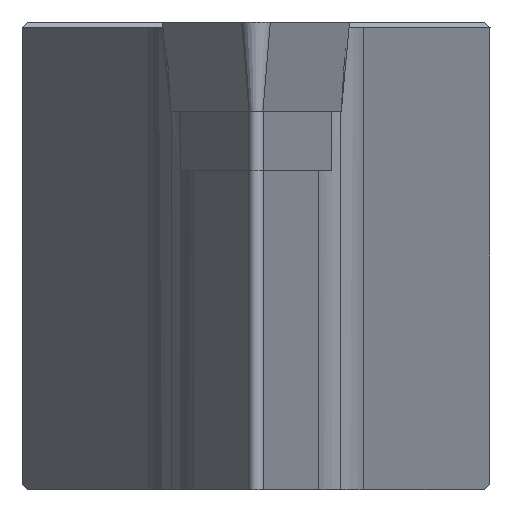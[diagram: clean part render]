
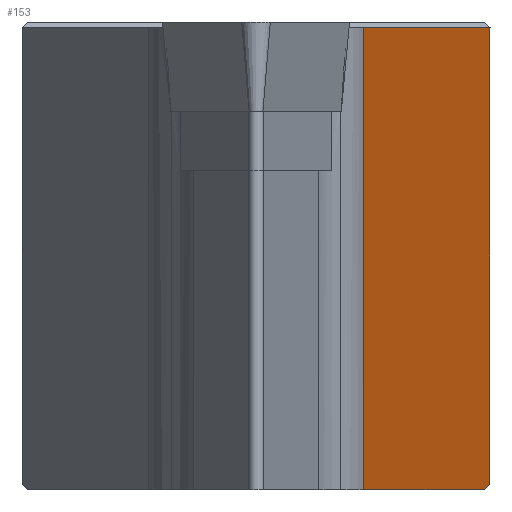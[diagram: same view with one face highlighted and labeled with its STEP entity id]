
A CAD part, left-side view. The second image highlights one B-rep face of the part: STEP entity #153.
In plain terms, the highlighted planar face has unit normal (-0.301, -0.954, 0).
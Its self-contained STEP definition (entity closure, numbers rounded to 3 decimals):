
#153=ADVANCED_FACE('',(#231),#195,.F.);
#195=PLANE('',#861);
#231=FACE_OUTER_BOUND('',#274,.T.);
#274=EDGE_LOOP('',(#394,#395,#396,#397,#398));
#394=ORIENTED_EDGE('',*,*,#625,.T.);
#395=ORIENTED_EDGE('',*,*,#595,.F.);
#396=ORIENTED_EDGE('',*,*,#589,.F.);
#397=ORIENTED_EDGE('',*,*,#613,.F.);
#398=ORIENTED_EDGE('',*,*,#579,.F.);
#513=VERTEX_POINT('',#1139);
#514=VERTEX_POINT('',#1141);
#522=VERTEX_POINT('',#1160);
#524=VERTEX_POINT('',#1163);
#528=VERTEX_POINT('',#1174);
#579=EDGE_CURVE('',#513,#514,#678,.T.);
#589=EDGE_CURVE('',#522,#524,#688,.T.);
#595=EDGE_CURVE('',#524,#528,#693,.T.);
#613=EDGE_CURVE('',#514,#522,#708,.T.);
#625=EDGE_CURVE('',#513,#528,#720,.T.);
#678=LINE('',#1140,#759);
#688=LINE('',#1162,#769);
#693=LINE('',#1173,#774);
#708=LINE('',#1208,#789);
#720=LINE('',#1231,#801);
#759=VECTOR('',#922,1.);
#769=VECTOR('',#936,1.);
#774=VECTOR('',#945,1.);
#789=VECTOR('',#976,1.);
#801=VECTOR('',#1010,1.);
#861=AXIS2_PLACEMENT_3D('',#1232,#1011,#1012);
#922=DIRECTION('',(0.954,-0.301,0.));
#936=DIRECTION('',(-0.913,0.288,-0.288));
#945=DIRECTION('',(-0.954,0.301,0.));
#976=DIRECTION('',(0.,0.,-1.));
#1010=DIRECTION('',(0.,0.,-1.));
#1011=DIRECTION('',(0.301,0.954,0.));
#1012=DIRECTION('',(-0.954,0.301,0.));
#1139=CARTESIAN_POINT('',(18.228,-18.247,-0.3));
#1140=CARTESIAN_POINT('',(39.645,-25.,-0.3));
#1141=CARTESIAN_POINT('',(39.645,-25.,-0.3));
#1160=CARTESIAN_POINT('',(39.645,-25.,-24.7));
#1162=CARTESIAN_POINT('',(35.621,-23.731,-25.969));
#1163=CARTESIAN_POINT('',(38.693,-24.7,-25.));
#1173=CARTESIAN_POINT('',(39.645,-25.,-25.));
#1174=CARTESIAN_POINT('',(18.228,-18.247,-25.));
#1208=CARTESIAN_POINT('',(39.645,-25.,-40.));
#1231=CARTESIAN_POINT('',(18.228,-18.247,-40.));
#1232=CARTESIAN_POINT('',(39.645,-25.,-40.));
